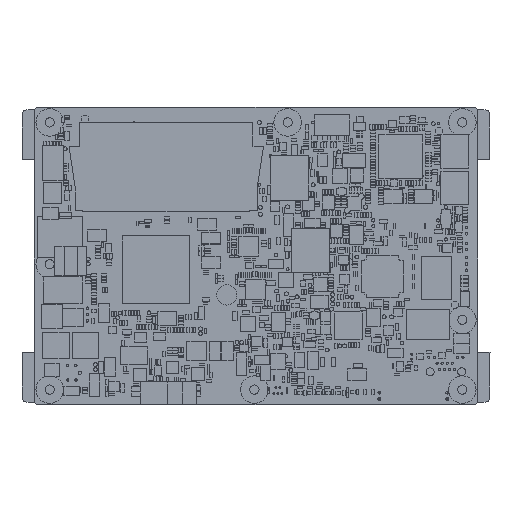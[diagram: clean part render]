
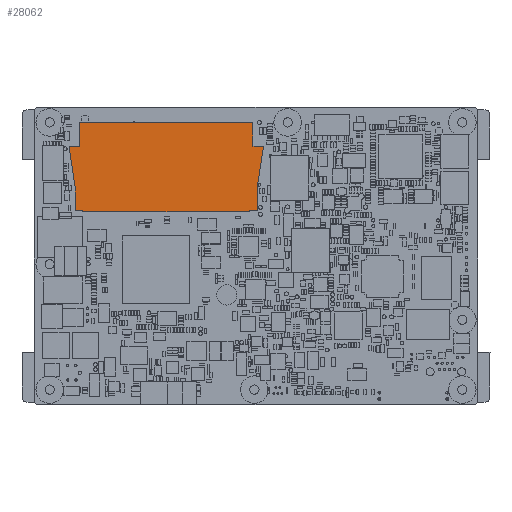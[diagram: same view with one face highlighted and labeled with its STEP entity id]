
A CAD part, top view. The second image highlights one B-rep face of the part: STEP entity #28062.
In plain terms, the highlighted planar face has unit normal (0, 0, 1).
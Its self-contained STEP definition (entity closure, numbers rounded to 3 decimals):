
#15644=FACE_OUTER_BOUND($,#17722,.F.);
#17722=EDGE_LOOP($,(#31959,#31960,#31961,#31962,#31963,#31964,#31965,#31966,
#31967,#31968,#31969,#31970,#31971,#31972,#31973,#31974,#31975,#31976,#31977));
#21712=AXIS2_PLACEMENT_3D($,#72519,#58745,$);
#26427=PLANE($,#21712);
#28062=ADVANCED_FACE($,(#15644),#26427,.T.);
#31959=ORIENTED_EDGE($,*,*,#40290,.T.);
#31960=ORIENTED_EDGE($,*,*,#40291,.T.);
#31961=ORIENTED_EDGE($,*,*,#40292,.T.);
#31962=ORIENTED_EDGE($,*,*,#40293,.T.);
#31963=ORIENTED_EDGE($,*,*,#40294,.T.);
#31964=ORIENTED_EDGE($,*,*,#40295,.T.);
#31965=ORIENTED_EDGE($,*,*,#40296,.T.);
#31966=ORIENTED_EDGE($,*,*,#40297,.T.);
#31967=ORIENTED_EDGE($,*,*,#40298,.T.);
#31968=ORIENTED_EDGE($,*,*,#40299,.T.);
#31969=ORIENTED_EDGE($,*,*,#40300,.T.);
#31970=ORIENTED_EDGE($,*,*,#40301,.T.);
#31971=ORIENTED_EDGE($,*,*,#40302,.T.);
#31972=ORIENTED_EDGE($,*,*,#40303,.T.);
#31973=ORIENTED_EDGE($,*,*,#40304,.T.);
#31974=ORIENTED_EDGE($,*,*,#40305,.T.);
#31975=ORIENTED_EDGE($,*,*,#40306,.T.);
#31976=ORIENTED_EDGE($,*,*,#40307,.T.);
#31977=ORIENTED_EDGE($,*,*,#40308,.T.);
#40290=EDGE_CURVE($,#53082,#53083,#48920,.T.);
#40291=EDGE_CURVE($,#53083,#53084,#48921,.T.);
#40292=EDGE_CURVE($,#53084,#53085,#48922,.T.);
#40293=EDGE_CURVE($,#53085,#53086,#48923,.T.);
#40294=EDGE_CURVE($,#53086,#53087,#48924,.T.);
#40295=EDGE_CURVE($,#53087,#53088,#48925,.T.);
#40296=EDGE_CURVE($,#53088,#53089,#48926,.T.);
#40297=EDGE_CURVE($,#53089,#53090,#48927,.T.);
#40298=EDGE_CURVE($,#53090,#53091,#48928,.T.);
#40299=EDGE_CURVE($,#53091,#53092,#48929,.T.);
#40300=EDGE_CURVE($,#53092,#53093,#48930,.T.);
#40301=EDGE_CURVE($,#53093,#53094,#48931,.T.);
#40302=EDGE_CURVE($,#53094,#53095,#48932,.T.);
#40303=EDGE_CURVE($,#53095,#53096,#48933,.T.);
#40304=EDGE_CURVE($,#53096,#53097,#48934,.T.);
#40305=EDGE_CURVE($,#53097,#53098,#48935,.T.);
#40306=EDGE_CURVE($,#53098,#53099,#48936,.T.);
#40307=EDGE_CURVE($,#53099,#53100,#48937,.T.);
#40308=EDGE_CURVE($,#53100,#53082,#48938,.T.);
#44873=VECTOR($,#61656,9.5);
#44874=VECTOR($,#61657,69.6);
#44875=VECTOR($,#61658,9.5);
#44876=VECTOR($,#61659,2.15);
#44877=VECTOR($,#61660,0.21);
#44878=VECTOR($,#61661,2.058);
#44879=VECTOR($,#61662,15.874);
#44880=VECTOR($,#61663,9.8);
#44881=VECTOR($,#61664,3.24);
#44882=VECTOR($,#61665,0.57);
#44883=VECTOR($,#61666,66.93);
#44884=VECTOR($,#61667,0.57);
#44885=VECTOR($,#61668,2.93);
#44886=VECTOR($,#61669,9.4);
#44887=VECTOR($,#61670,0.1);
#44888=VECTOR($,#61671,16.251);
#44889=VECTOR($,#61672,2.07);
#44890=VECTOR($,#61673,0.23);
#44891=VECTOR($,#61674,2.15);
#48920=LINE($,#72518,#44873);
#48921=LINE($,#72519,#44874);
#48922=LINE($,#72520,#44875);
#48923=LINE($,#72521,#44876);
#48924=LINE($,#72522,#44877);
#48925=LINE($,#72523,#44878);
#48926=LINE($,#72524,#44879);
#48927=LINE($,#72525,#44880);
#48928=LINE($,#72526,#44881);
#48929=LINE($,#72527,#44882);
#48930=LINE($,#72528,#44883);
#48931=LINE($,#72529,#44884);
#48932=LINE($,#72530,#44885);
#48933=LINE($,#72531,#44886);
#48934=LINE($,#72532,#44887);
#48935=LINE($,#72533,#44888);
#48936=LINE($,#72534,#44889);
#48937=LINE($,#72535,#44890);
#48938=LINE($,#72536,#44891);
#53082=VERTEX_POINT($,#72518);
#53083=VERTEX_POINT($,#72519);
#53084=VERTEX_POINT($,#72520);
#53085=VERTEX_POINT($,#72521);
#53086=VERTEX_POINT($,#72522);
#53087=VERTEX_POINT($,#72523);
#53088=VERTEX_POINT($,#72524);
#53089=VERTEX_POINT($,#72525);
#53090=VERTEX_POINT($,#72526);
#53091=VERTEX_POINT($,#72527);
#53092=VERTEX_POINT($,#72528);
#53093=VERTEX_POINT($,#72529);
#53094=VERTEX_POINT($,#72530);
#53095=VERTEX_POINT($,#72531);
#53096=VERTEX_POINT($,#72532);
#53097=VERTEX_POINT($,#72533);
#53098=VERTEX_POINT($,#72534);
#53099=VERTEX_POINT($,#72535);
#53100=VERTEX_POINT($,#72536);
#58745=DIRECTION($,(0.,0.,1.));
#61656=DIRECTION($,(0.,-1.,0.));
#61657=DIRECTION($,(-1.,0.,0.));
#61658=DIRECTION($,(0.,1.,0.));
#61659=DIRECTION($,(-1.,0.,0.));
#61660=DIRECTION($,(0.,1.,0.));
#61661=DIRECTION($,(-1.,0.,0.));
#61662=DIRECTION($,(0.152,0.988,0.));
#61663=DIRECTION($,(0.,1.,0.));
#61664=DIRECTION($,(1.,0.,0.));
#61665=DIRECTION($,(0.,1.,0.));
#61666=DIRECTION($,(1.,0.,0.));
#61667=DIRECTION($,(0.,-1.,0.));
#61668=DIRECTION($,(1.,0.,0.));
#61669=DIRECTION($,(0.,-1.,0.));
#61670=DIRECTION($,(1.,0.,0.));
#61671=DIRECTION($,(0.149,-0.989,0.));
#61672=DIRECTION($,(-1.,0.,0.));
#61673=DIRECTION($,(0.,-1.,0.));
#61674=DIRECTION($,(-1.,0.,0.));
#72518=CARTESIAN_POINT('',(34.8,-21.2,6.5));
#72519=CARTESIAN_POINT('',(34.8,-30.7,6.5));
#72520=CARTESIAN_POINT('',(-34.8,-30.7,6.5));
#72521=CARTESIAN_POINT('',(-34.8,-21.2,6.5));
#72522=CARTESIAN_POINT('',(-36.95,-21.2,6.5));
#72523=CARTESIAN_POINT('',(-36.95,-20.99,6.5));
#72524=CARTESIAN_POINT('',(-39.008,-20.99,6.5));
#72525=CARTESIAN_POINT('',(-36.6,-5.3,6.5));
#72526=CARTESIAN_POINT('',(-36.6,4.5,6.5));
#72527=CARTESIAN_POINT('',(-33.36,4.5,6.5));
#72528=CARTESIAN_POINT('',(-33.36,5.07,6.5));
#72529=CARTESIAN_POINT('',(33.57,5.07,6.5));
#72530=CARTESIAN_POINT('',(33.57,4.5,6.5));
#72531=CARTESIAN_POINT('',(36.5,4.5,6.5));
#72532=CARTESIAN_POINT('',(36.5,-4.9,6.5));
#72533=CARTESIAN_POINT('',(36.6,-4.9,6.5));
#72534=CARTESIAN_POINT('',(39.02,-20.97,6.5));
#72535=CARTESIAN_POINT('',(36.95,-20.97,6.5));
#72536=CARTESIAN_POINT('',(36.95,-21.2,6.5));
